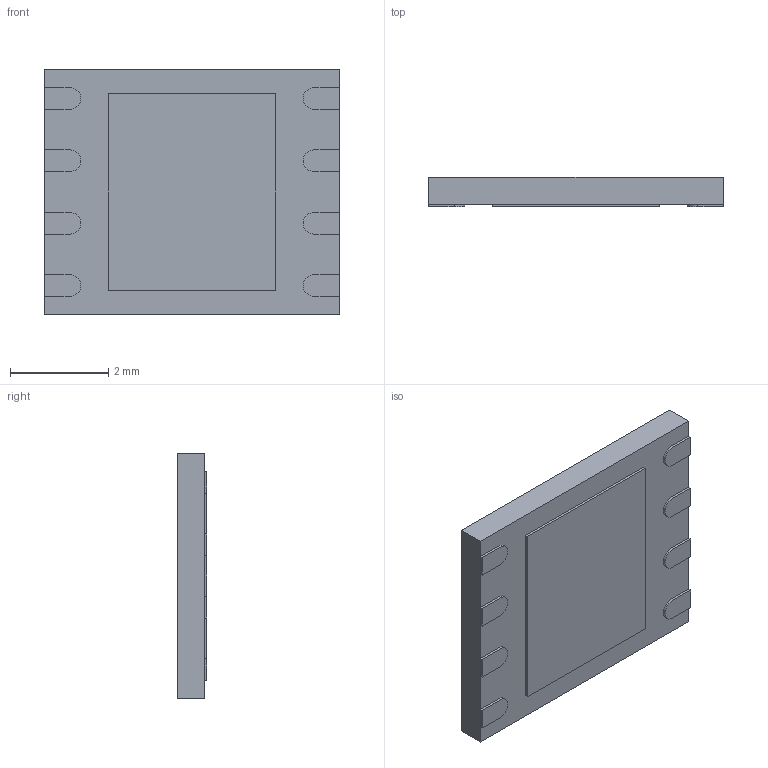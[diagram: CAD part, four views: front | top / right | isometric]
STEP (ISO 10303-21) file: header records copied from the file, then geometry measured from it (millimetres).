
FILE_DESCRIPTION(('FreeCAD Model'),'2;1');
FILE_NAME('Open CASCADE Shape Model','2025-10-29T21:44:27',(''),(''), 'Open CASCADE STEP processor 7.8','FreeCAD','Unknown');
FILE_SCHEMA(('AUTOMOTIVE_DESIGN { 1 0 10303 214 1 1 1 1 }'));
Length unit declared in the file: millimetre
Products named in the file (12): DFN_4806478_AT25DL081_MHN_Y_Dialog_Semiconductor_5306014; BaseWithTopCut; TopCircle_NewBody; Pad_1_1; Pad_2_1; Pad_3_1; Pad_4_1; Pad_5_1; Pad_6_1; Pad_7_1; Pad_8_1; Pad_9_1
Assembly tree (11 placements, depth 2):
  DFN_4806478_AT25DL081_MHN_Y_Dialog_Semiconductor_5306014
    BaseWithTopCut
    TopCircle_NewBody
    Pad_1_1
    Pad_2_1
    Pad_3_1
    Pad_4_1
    Pad_5_1
    Pad_6_1
    Pad_7_1
    Pad_8_1
    Pad_9_1
Bounding box: 6 x 0.6 x 5 mm (x, y, z)
Volume: 17.3 mm3; surface area: 106.6 mm2
Topology: 11 solids, 11 shells, 81 faces, 174 edges, 116 vertices
Faces by surface type: plane 63, cylinder 18
Full cylindrical faces by diameter (mm): 0.6 x2
Entity records: 2486 total; most frequent: DIRECTION 396, CARTESIAN_POINT 383, ORIENTED_EDGE 348, EDGE_CURVE 174, LINE 138, VECTOR 138, AXIS2_PLACEMENT_3D 129, VERTEX_POINT 116
